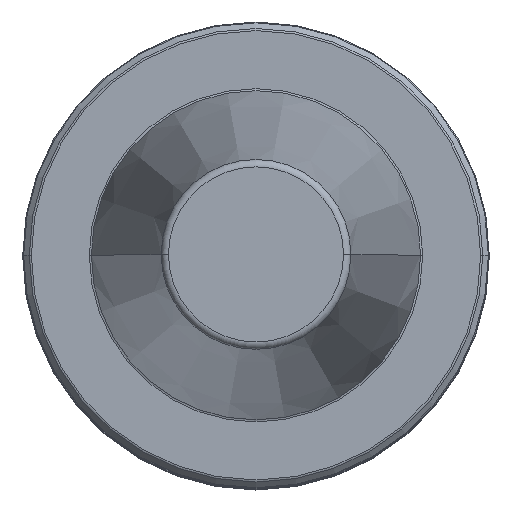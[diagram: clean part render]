
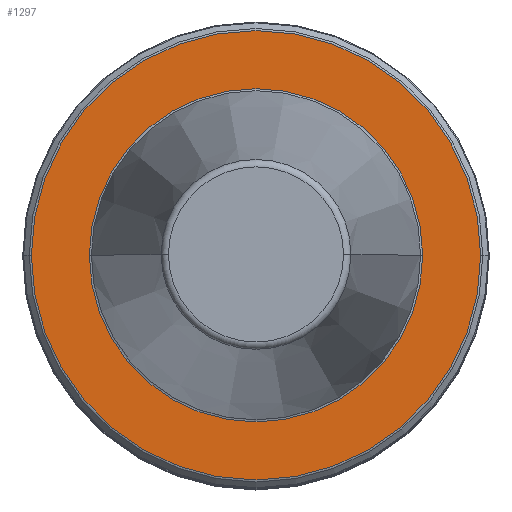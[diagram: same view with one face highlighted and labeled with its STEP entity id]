
A CAD part, top view. The second image highlights one B-rep face of the part: STEP entity #1297.
In plain terms, the highlighted planar face has unit normal (0, 0, 1).
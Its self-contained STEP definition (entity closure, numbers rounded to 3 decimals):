
#58 = AXIS2_PLACEMENT_3D ( 'NONE', #214, #1260, #336 ) ;
#82 = CIRCLE ( 'NONE', #951, 30.334 ) ;
#95 = CARTESIAN_POINT ( 'NONE',  ( -30.334, 0., -2. ) ) ;
#138 = DIRECTION ( 'NONE',  ( 1., 0., 0. ) ) ;
#141 = AXIS2_PLACEMENT_3D ( 'NONE', #1612, #700, #138 ) ;
#149 = DIRECTION ( 'NONE',  ( 0., 0., 1. ) ) ;
#214 = CARTESIAN_POINT ( 'NONE',  ( 0., 0., -2. ) ) ;
#317 = EDGE_CURVE ( 'NONE', #422, #1497, #906, .T. ) ;
#336 = DIRECTION ( 'NONE',  ( 1., 0., 0. ) ) ;
#337 = CARTESIAN_POINT ( 'NONE',  ( 0., 0., -2. ) ) ;
#422 = VERTEX_POINT ( 'NONE', #449 ) ;
#449 = CARTESIAN_POINT ( 'NONE',  ( 30.334, 0., -2. ) ) ;
#452 = AXIS2_PLACEMENT_3D ( 'NONE', #1028, #149, #1186 ) ;
#455 = DIRECTION ( 'NONE',  ( 0., 0., 1. ) ) ;
#490 = DIRECTION ( 'NONE',  ( 1., 0., 0. ) ) ;
#669 = FACE_OUTER_BOUND ( 'NONE', #672, .T. ) ;
#672 = EDGE_LOOP ( 'NONE', ( #1599, #876 ) ) ;
#700 = DIRECTION ( 'NONE',  ( 0., 0., 1. ) ) ;
#867 = PLANE ( 'NONE',  #452 ) ;
#876 = ORIENTED_EDGE ( 'NONE', *, *, #936, .T. ) ;
#897 = CIRCLE ( 'NONE', #58, 22.5 ) ;
#906 = CIRCLE ( 'NONE', #141, 30.334 ) ;
#936 = EDGE_CURVE ( 'NONE', #1497, #422, #82, .T. ) ;
#948 = ORIENTED_EDGE ( 'NONE', *, *, #1809, .F. ) ;
#951 = AXIS2_PLACEMENT_3D ( 'NONE', #337, #1406, #490 ) ;
#1028 = CARTESIAN_POINT ( 'NONE',  ( 0., 0., -2. ) ) ;
#1092 = EDGE_LOOP ( 'NONE', ( #1862, #948 ) ) ;
#1132 = CARTESIAN_POINT ( 'NONE',  ( 22.5, 0., -2. ) ) ;
#1186 = DIRECTION ( 'NONE',  ( 1., 0., 0. ) ) ;
#1232 = CIRCLE ( 'NONE', #1821, 22.5 ) ;
#1260 = DIRECTION ( 'NONE',  ( 0., 0., 1. ) ) ;
#1297 = ADVANCED_FACE ( 'NONE', ( #669, #1595 ), #867, .T. ) ;
#1369 = CARTESIAN_POINT ( 'NONE',  ( 0., 0., -2. ) ) ;
#1406 = DIRECTION ( 'NONE',  ( 0., 0., 1. ) ) ;
#1435 = EDGE_CURVE ( 'NONE', #1512, #1854, #897, .T. ) ;
#1497 = VERTEX_POINT ( 'NONE', #95 ) ;
#1512 = VERTEX_POINT ( 'NONE', #1132 ) ;
#1524 = DIRECTION ( 'NONE',  ( 1., 0., 0. ) ) ;
#1595 = FACE_BOUND ( 'NONE', #1092, .T. ) ;
#1599 = ORIENTED_EDGE ( 'NONE', *, *, #317, .T. ) ;
#1612 = CARTESIAN_POINT ( 'NONE',  ( 0., 0., -2. ) ) ;
#1809 = EDGE_CURVE ( 'NONE', #1854, #1512, #1232, .T. ) ;
#1821 = AXIS2_PLACEMENT_3D ( 'NONE', #1369, #455, #1524 ) ;
#1843 = CARTESIAN_POINT ( 'NONE',  ( -22.5, 0., -2. ) ) ;
#1854 = VERTEX_POINT ( 'NONE', #1843 ) ;
#1862 = ORIENTED_EDGE ( 'NONE', *, *, #1435, .F. ) ;
